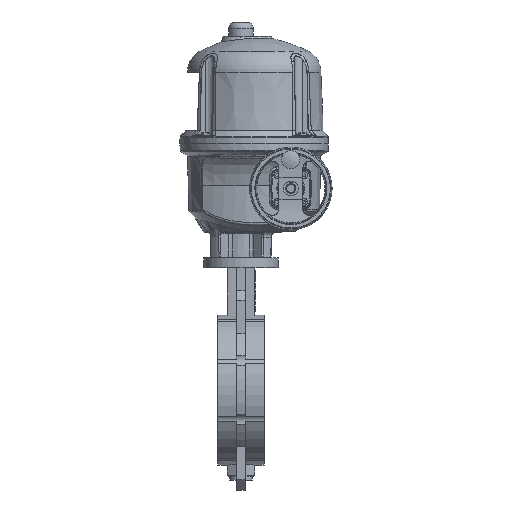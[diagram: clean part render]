
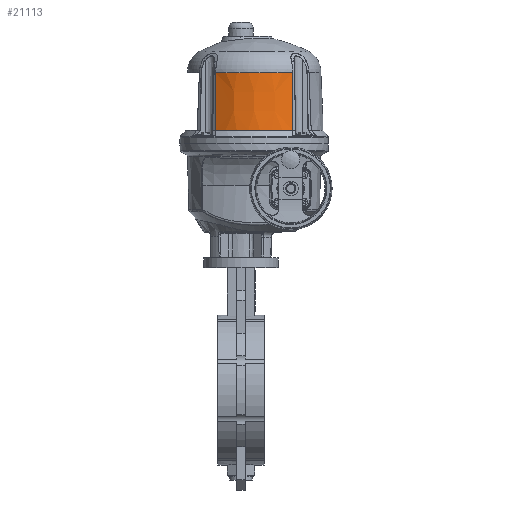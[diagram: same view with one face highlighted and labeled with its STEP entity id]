
A CAD part, front view. The second image highlights one B-rep face of the part: STEP entity #21113.
In plain terms, the highlighted conical face has half-angle 2 degrees and reference radius 83.442 mm.
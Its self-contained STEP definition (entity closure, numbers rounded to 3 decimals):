
#3731=CONICAL_SURFACE('',#22855,83.442,0.035);
#5416=FACE_OUTER_BOUND('',#6650,.T.);
#6650=EDGE_LOOP('',(#19037,#19038,#19039,#19040,#19041,#19042,#19043,#19044));
#7450=B_SPLINE_CURVE_WITH_KNOTS('',3,(#57206,#57207,#57208,#57209,#57210,
#57211,#57212,#57213,#57214,#57215,#57216,#57217,#57218,#57219),
 .UNSPECIFIED.,.F.,.F.,(4,2,2,2,2,2,4),(0.,0.,
0.001,0.002,0.004,0.011,
0.021),.UNSPECIFIED.);
#7451=B_SPLINE_CURVE_WITH_KNOTS('',3,(#57221,#57222,#57223,#57224,#57225,
#57226,#57227,#57228,#57229,#57230),.UNSPECIFIED.,.F.,.F.,(4,3,3,4),(0.,
0.,0.,0.),
 .UNSPECIFIED.);
#7452=B_SPLINE_CURVE_WITH_KNOTS('',3,(#57232,#57233,#57234,#57235,#57236,
#57237,#57238),.UNSPECIFIED.,.F.,.F.,(4,3,4),(0.,0.04,
0.07),.UNSPECIFIED.);
#7453=B_SPLINE_CURVE_WITH_KNOTS('',3,(#57242,#57243,#57244,#57245,#57246,
#57247,#57248),.UNSPECIFIED.,.F.,.F.,(4,3,4),(0.,0.04,0.07),
 .UNSPECIFIED.);
#7454=B_SPLINE_CURVE_WITH_KNOTS('',3,(#57250,#57251,#57252,#57253,#57254,
#57255,#57256,#57257,#57258,#57259),.UNSPECIFIED.,.F.,.F.,(4,3,3,4),(0.,
0.,0.,0.),.UNSPECIFIED.);
#7455=B_SPLINE_CURVE_WITH_KNOTS('',3,(#57260,#57261,#57262,#57263,#57264,
#57265,#57266,#57267,#57268,#57269,#57270,#57271,#57272,#57273),
 .UNSPECIFIED.,.F.,.F.,(4,2,2,2,2,2,4),(0.,0.013,
0.022,0.025,0.027,0.027,
0.028),.UNSPECIFIED.);
#8482=CIRCLE('',#22856,81.001);
#8483=CIRCLE('',#22857,83.436);
#10407=VERTEX_POINT('',#57202);
#10408=VERTEX_POINT('',#57203);
#10409=VERTEX_POINT('',#57205);
#10410=VERTEX_POINT('',#57220);
#10411=VERTEX_POINT('',#57231);
#10412=VERTEX_POINT('',#57239);
#10413=VERTEX_POINT('',#57241);
#10414=VERTEX_POINT('',#57249);
#13425=EDGE_CURVE('',#10407,#10408,#8482,.T.);
#13426=EDGE_CURVE('',#10408,#10409,#7450,.T.);
#13427=EDGE_CURVE('',#10410,#10409,#7451,.T.);
#13428=EDGE_CURVE('',#10410,#10411,#7452,.T.);
#13429=EDGE_CURVE('',#10411,#10412,#8483,.T.);
#13430=EDGE_CURVE('',#10412,#10413,#7453,.T.);
#13431=EDGE_CURVE('',#10414,#10413,#7454,.T.);
#13432=EDGE_CURVE('',#10414,#10407,#7455,.T.);
#19037=ORIENTED_EDGE('',*,*,#13425,.T.);
#19038=ORIENTED_EDGE('',*,*,#13426,.T.);
#19039=ORIENTED_EDGE('',*,*,#13427,.F.);
#19040=ORIENTED_EDGE('',*,*,#13428,.T.);
#19041=ORIENTED_EDGE('',*,*,#13429,.T.);
#19042=ORIENTED_EDGE('',*,*,#13430,.T.);
#19043=ORIENTED_EDGE('',*,*,#13431,.F.);
#19044=ORIENTED_EDGE('',*,*,#13432,.T.);
#21113=ADVANCED_FACE('',(#5416),#3731,.T.);
#22855=AXIS2_PLACEMENT_3D('',#57201,#27424,#27425);
#22856=AXIS2_PLACEMENT_3D('',#57204,#27426,#27427);
#22857=AXIS2_PLACEMENT_3D('',#57240,#27428,#27429);
#27424=DIRECTION('center_axis',(0.,-1.,0.));
#27425=DIRECTION('ref_axis',(-1.,0.,0.));
#27426=DIRECTION('center_axis',(0.,-1.,0.));
#27427=DIRECTION('ref_axis',(-1.,0.,0.));
#27428=DIRECTION('center_axis',(0.,1.,0.));
#27429=DIRECTION('ref_axis',(-1.,0.,0.));
#57201=CARTESIAN_POINT('Origin',(0.,117.168,
16.));
#57202=CARTESIAN_POINT('',(-66.385,187.082,62.413));
#57203=CARTESIAN_POINT('',(-66.385,187.082,-30.413));
#57204=CARTESIAN_POINT('Origin',(0.,187.082,
16.));
#57205=CARTESIAN_POINT('',(-66.328,187.329,-30.479));
#57206=CARTESIAN_POINT('Ctrl Pts',(-66.385,187.082,-30.413));
#57207=CARTESIAN_POINT('Ctrl Pts',(-66.384,187.082,-30.414));
#57208=CARTESIAN_POINT('Ctrl Pts',(-66.383,187.082,-30.415));
#57209=CARTESIAN_POINT('Ctrl Pts',(-66.382,187.083,-30.417));
#57210=CARTESIAN_POINT('Ctrl Pts',(-66.381,187.083,-30.418));
#57211=CARTESIAN_POINT('Ctrl Pts',(-66.379,187.085,-30.422));
#57212=CARTESIAN_POINT('Ctrl Pts',(-66.377,187.087,-30.424));
#57213=CARTESIAN_POINT('Ctrl Pts',(-66.372,187.094,-30.43));
#57214=CARTESIAN_POINT('Ctrl Pts',(-66.369,187.102,-30.434));
#57215=CARTESIAN_POINT('Ctrl Pts',(-66.359,187.133,-30.448));
#57216=CARTESIAN_POINT('Ctrl Pts',(-66.352,187.167,-30.455));
#57217=CARTESIAN_POINT('Ctrl Pts',(-66.339,187.239,-30.469));
#57218=CARTESIAN_POINT('Ctrl Pts',(-66.333,187.286,-30.475));
#57219=CARTESIAN_POINT('Ctrl Pts',(-66.328,187.329,-30.479));
#57220=CARTESIAN_POINT('',(-66.396,186.828,-30.413));
#57221=CARTESIAN_POINT('Ctrl Pts',(-66.396,186.828,-30.413));
#57222=CARTESIAN_POINT('Ctrl Pts',(-66.384,186.909,-30.425));
#57223=CARTESIAN_POINT('Ctrl Pts',(-66.373,186.989,-30.436));
#57224=CARTESIAN_POINT('Ctrl Pts',(-66.361,187.07,-30.448));
#57225=CARTESIAN_POINT('Ctrl Pts',(-66.361,187.074,-30.448));
#57226=CARTESIAN_POINT('Ctrl Pts',(-66.36,187.078,-30.449));
#57227=CARTESIAN_POINT('Ctrl Pts',(-66.36,187.082,-30.449));
#57228=CARTESIAN_POINT('Ctrl Pts',(-66.348,187.164,-30.461));
#57229=CARTESIAN_POINT('Ctrl Pts',(-66.337,187.246,-30.471));
#57230=CARTESIAN_POINT('Ctrl Pts',(-66.328,187.329,-30.479));
#57231=CARTESIAN_POINT('',(-69.045,117.347,-30.844));
#57232=CARTESIAN_POINT('Ctrl Pts',(-66.396,186.828,-30.413));
#57233=CARTESIAN_POINT('Ctrl Pts',(-66.903,173.343,-30.509));
#57234=CARTESIAN_POINT('Ctrl Pts',(-67.415,159.858,-30.597));
#57235=CARTESIAN_POINT('Ctrl Pts',(-67.931,146.373,-30.678));
#57236=CARTESIAN_POINT('Ctrl Pts',(-68.301,136.697,-30.737));
#57237=CARTESIAN_POINT('Ctrl Pts',(-68.672,127.022,-30.792));
#57238=CARTESIAN_POINT('Ctrl Pts',(-69.045,117.347,-30.844));
#57239=CARTESIAN_POINT('',(-69.045,117.347,62.844));
#57240=CARTESIAN_POINT('Origin',(0.,117.347,
16.));
#57241=CARTESIAN_POINT('',(-66.396,186.828,62.413));
#57242=CARTESIAN_POINT('Ctrl Pts',(-69.045,117.347,62.844));
#57243=CARTESIAN_POINT('Ctrl Pts',(-68.525,130.831,62.771));
#57244=CARTESIAN_POINT('Ctrl Pts',(-68.008,144.316,62.693));
#57245=CARTESIAN_POINT('Ctrl Pts',(-67.495,157.801,62.608));
#57246=CARTESIAN_POINT('Ctrl Pts',(-67.126,167.477,62.547));
#57247=CARTESIAN_POINT('Ctrl Pts',(-66.76,177.152,62.482));
#57248=CARTESIAN_POINT('Ctrl Pts',(-66.396,186.828,62.413));
#57249=CARTESIAN_POINT('',(-66.328,187.329,62.479));
#57250=CARTESIAN_POINT('Ctrl Pts',(-66.328,187.329,62.479));
#57251=CARTESIAN_POINT('Ctrl Pts',(-66.337,187.246,62.471));
#57252=CARTESIAN_POINT('Ctrl Pts',(-66.348,187.164,62.461));
#57253=CARTESIAN_POINT('Ctrl Pts',(-66.36,187.082,62.449));
#57254=CARTESIAN_POINT('Ctrl Pts',(-66.36,187.078,62.449));
#57255=CARTESIAN_POINT('Ctrl Pts',(-66.361,187.074,62.448));
#57256=CARTESIAN_POINT('Ctrl Pts',(-66.361,187.07,62.448));
#57257=CARTESIAN_POINT('Ctrl Pts',(-66.373,186.989,62.436));
#57258=CARTESIAN_POINT('Ctrl Pts',(-66.384,186.909,62.425));
#57259=CARTESIAN_POINT('Ctrl Pts',(-66.396,186.828,62.413));
#57260=CARTESIAN_POINT('Ctrl Pts',(-66.328,187.329,62.479));
#57261=CARTESIAN_POINT('Ctrl Pts',(-66.333,187.286,62.475));
#57262=CARTESIAN_POINT('Ctrl Pts',(-66.339,187.238,62.469));
#57263=CARTESIAN_POINT('Ctrl Pts',(-66.352,187.166,62.455));
#57264=CARTESIAN_POINT('Ctrl Pts',(-66.359,187.133,62.447));
#57265=CARTESIAN_POINT('Ctrl Pts',(-66.369,187.102,62.434));
#57266=CARTESIAN_POINT('Ctrl Pts',(-66.372,187.094,62.43));
#57267=CARTESIAN_POINT('Ctrl Pts',(-66.377,187.087,62.424));
#57268=CARTESIAN_POINT('Ctrl Pts',(-66.379,187.085,62.422));
#57269=CARTESIAN_POINT('Ctrl Pts',(-66.381,187.083,62.418));
#57270=CARTESIAN_POINT('Ctrl Pts',(-66.382,187.083,62.417));
#57271=CARTESIAN_POINT('Ctrl Pts',(-66.383,187.082,62.415));
#57272=CARTESIAN_POINT('Ctrl Pts',(-66.384,187.082,62.414));
#57273=CARTESIAN_POINT('Ctrl Pts',(-66.385,187.082,62.413));
